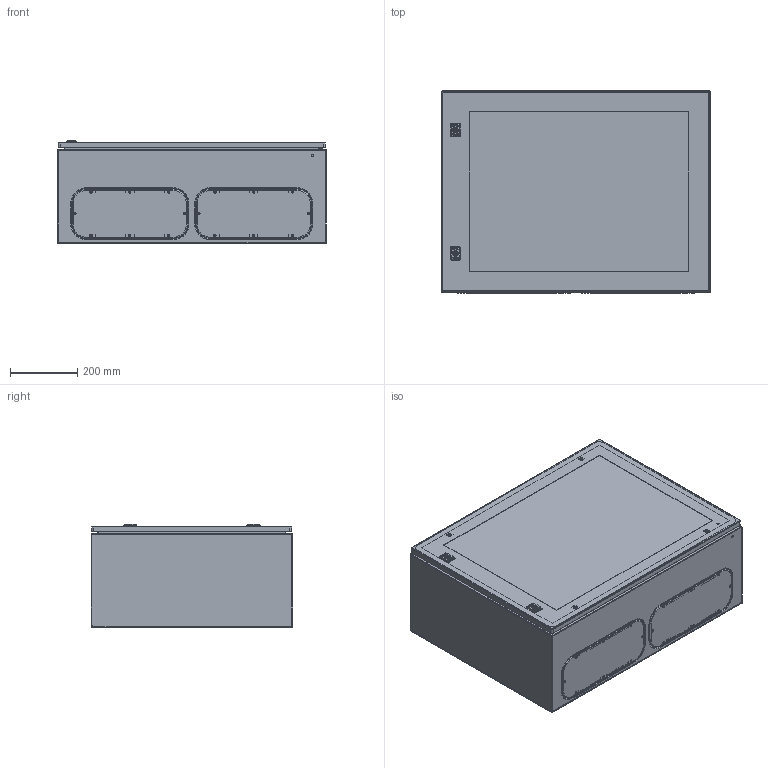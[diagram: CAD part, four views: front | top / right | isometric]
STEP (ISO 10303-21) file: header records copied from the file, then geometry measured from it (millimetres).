
FILE_DESCRIPTION(('STEP AP242'),'1');
FILE_NAME('nsycrn68300t.stp','2021-04-09T12:45:48',('TraceParts'),('TraceParts S.A.'),'Spatial InterOp 3D',' ',' ');
FILE_SCHEMA(('AP242_MANAGED_MODEL_BASED_3D_ENGINEERING_MIM_LF {1 0 10303 442 1 1 4}'));
Length unit declared in the file: millimetre
Products named in the file (1): NSYCRN68300T_ASM|BODY_CRN68_300#BODY_CRN68_300;BODY_CRN68_300
Bounding box: 801.2 x 601 x 307.61 mm (x, y, z)
Volume: 3646594.3 mm3; surface area: 4006927.2 mm2
Topology: 8 solids, 24 shells, 4043 faces, 10756 edges, 6771 vertices
Faces by surface type: plane 1561, cylinder 1204, cone 406, torus 302, extrusion 292, bspline 180, sphere 94, revolution 4
Entity records: 141042 total; most frequent: CARTESIAN_POINT 41884, ORIENTED_EDGE 21296, DIRECTION 19888, EDGE_CURVE 10648, AXIS2_PLACEMENT_3D 7090, VERTEX_POINT 6771, VECTOR 5704, LINE 5412
